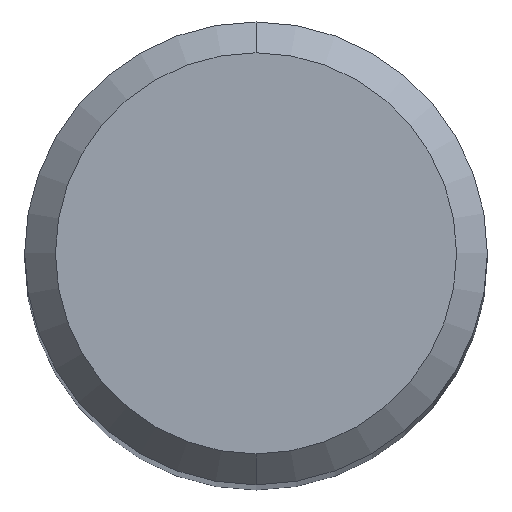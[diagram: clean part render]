
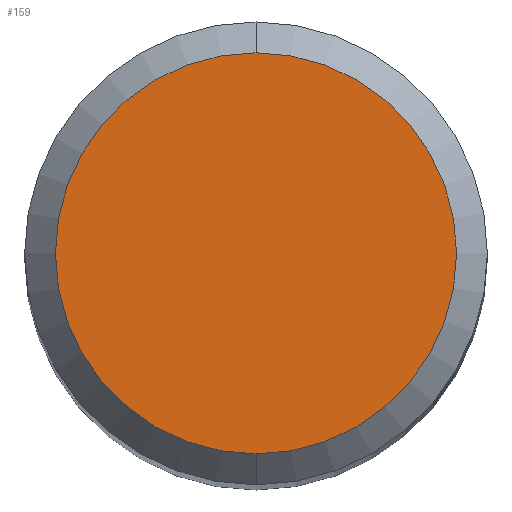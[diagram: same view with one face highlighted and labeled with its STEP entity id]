
A CAD part, top view. The second image highlights one B-rep face of the part: STEP entity #159.
In plain terms, the highlighted planar face has unit normal (0, 0, 1).
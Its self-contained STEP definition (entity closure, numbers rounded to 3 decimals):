
#143=VERTEX_POINT('',#327);
#159=ADVANCED_FACE('',(#346),#347,.T.);
#203=EDGE_CURVE('',#243,#143,#397,.T.);
#243=VERTEX_POINT('',#441);
#245=EDGE_CURVE('',#143,#243,#443,.T.);
#327=CARTESIAN_POINT('',(0.0,2.6,0.0));
#346=FACE_OUTER_BOUND('',#548,.T.);
#347=PLANE('',#549);
#397=CIRCLE('',#614,2.6);
#441=CARTESIAN_POINT('',(0.,-2.6,0.0));
#443=CIRCLE('',#672,2.6);
#548=EDGE_LOOP('',(#790,#791));
#549=AXIS2_PLACEMENT_3D('',#792,#793,#794);
#614=AXIS2_PLACEMENT_3D('',#873,#874,#875);
#672=AXIS2_PLACEMENT_3D('',#915,#916,#917);
#790=ORIENTED_EDGE('',*,*,#245,.F.);
#791=ORIENTED_EDGE('',*,*,#203,.F.);
#792=CARTESIAN_POINT('',(0.0,1.3,0.0));
#793=DIRECTION('',(-0.0,0.0,1.0));
#794=DIRECTION('',(0.0,-1.0,0.0));
#873=CARTESIAN_POINT('',(0.0,0.0,0.0));
#874=DIRECTION('',(0.0,0.0,-1.0));
#875=DIRECTION('',(0.0,1.0,0.0));
#915=CARTESIAN_POINT('',(0.0,0.0,0.0));
#916=DIRECTION('',(0.0,0.0,-1.0));
#917=DIRECTION('',(0.0,1.0,0.0));
